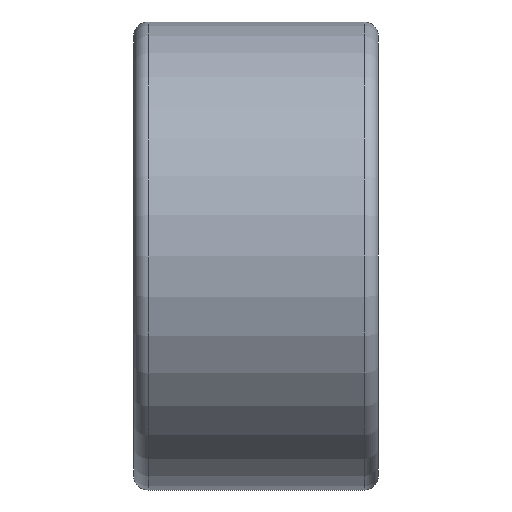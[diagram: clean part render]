
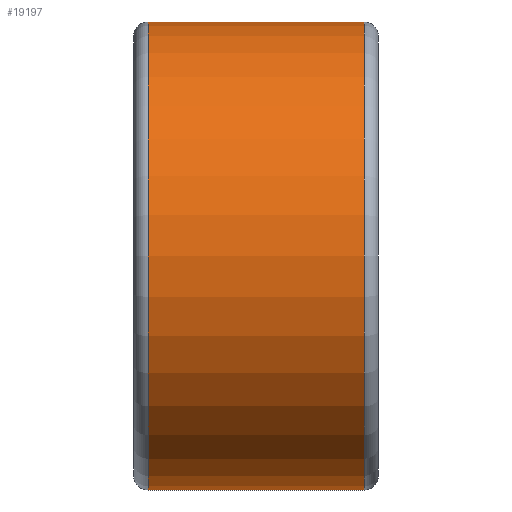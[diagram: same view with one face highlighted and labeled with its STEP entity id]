
A CAD part, front view. The second image highlights one B-rep face of the part: STEP entity #19197.
In plain terms, the highlighted cylindrical face has radius 32.5 mm (diameter 65 mm), a partial arc.
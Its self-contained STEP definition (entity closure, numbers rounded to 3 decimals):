
#149 = ORIENTED_EDGE ( 'NONE', *, *, #8157, .T. ) ;
#570 = CARTESIAN_POINT ( 'NONE',  ( 15., 0., 0. ) ) ;
#2302 = EDGE_CURVE ( 'NONE', #4550, #26564, #7890, .T. ) ;
#2732 = ORIENTED_EDGE ( 'NONE', *, *, #6213, .T. ) ;
#2901 = DIRECTION ( 'NONE',  ( -1., 0., 0. ) ) ;
#3138 = DIRECTION ( 'NONE',  ( 0., 0., 1. ) ) ;
#3466 = VERTEX_POINT ( 'NONE', #13633 ) ;
#4550 = VERTEX_POINT ( 'NONE', #30371 ) ;
#5342 = CARTESIAN_POINT ( 'NONE',  ( 15., 0., 32.5 ) ) ;
#6213 = EDGE_CURVE ( 'NONE', #4550, #14042, #31291, .T. ) ;
#6842 = CIRCLE ( 'NONE', #27132, 32.5 ) ;
#7890 = LINE ( 'NONE', #20239, #27410 ) ;
#8157 = EDGE_CURVE ( 'NONE', #3466, #26564, #6842, .T. ) ;
#10200 = DIRECTION ( 'NONE',  ( -1., 0., 0. ) ) ;
#10690 = DIRECTION ( 'NONE',  ( 1., 0., 0. ) ) ;
#11065 = CARTESIAN_POINT ( 'NONE',  ( -39.347, 0., 32.5 ) ) ;
#11254 = DIRECTION ( 'NONE',  ( -1., 0., 0. ) ) ;
#12679 = VECTOR ( 'NONE', #11254, 1000. ) ;
#12712 = DIRECTION ( 'NONE',  ( 0., 0., 1. ) ) ;
#13633 = CARTESIAN_POINT ( 'NONE',  ( -15., 0., 32.5 ) ) ;
#13663 = ORIENTED_EDGE ( 'NONE', *, *, #13817, .T. ) ;
#13689 = FACE_OUTER_BOUND ( 'NONE', #21173, .T. ) ;
#13817 = EDGE_CURVE ( 'NONE', #14042, #3466, #26225, .T. ) ;
#14042 = VERTEX_POINT ( 'NONE', #5342 ) ;
#18410 = DIRECTION ( 'NONE',  ( -1., 0., 0. ) ) ;
#19197 = ADVANCED_FACE ( 'NONE', ( #13689 ), #32471, .T. ) ;
#20239 = CARTESIAN_POINT ( 'NONE',  ( -39.347, 0., -32.5 ) ) ;
#20678 = ORIENTED_EDGE ( 'NONE', *, *, #2302, .F. ) ;
#20737 = CARTESIAN_POINT ( 'NONE',  ( -39.347, 0., 0. ) ) ;
#21173 = EDGE_LOOP ( 'NONE', ( #20678, #2732, #13663, #149 ) ) ;
#24539 = AXIS2_PLACEMENT_3D ( 'NONE', #20737, #2901, #12712 ) ;
#25932 = CARTESIAN_POINT ( 'NONE',  ( -15., 0., 0. ) ) ;
#26225 = LINE ( 'NONE', #11065, #12679 ) ;
#26564 = VERTEX_POINT ( 'NONE', #31394 ) ;
#27132 = AXIS2_PLACEMENT_3D ( 'NONE', #25932, #10690, #28513 ) ;
#27410 = VECTOR ( 'NONE', #10200, 1000. ) ;
#27704 = AXIS2_PLACEMENT_3D ( 'NONE', #570, #18410, #3138 ) ;
#28513 = DIRECTION ( 'NONE',  ( 0., 0., -1. ) ) ;
#30371 = CARTESIAN_POINT ( 'NONE',  ( 15., 0., -32.5 ) ) ;
#31291 = CIRCLE ( 'NONE', #27704, 32.5 ) ;
#31394 = CARTESIAN_POINT ( 'NONE',  ( -15., 0., -32.5 ) ) ;
#32471 = CYLINDRICAL_SURFACE ( 'NONE', #24539, 32.5 ) ;
